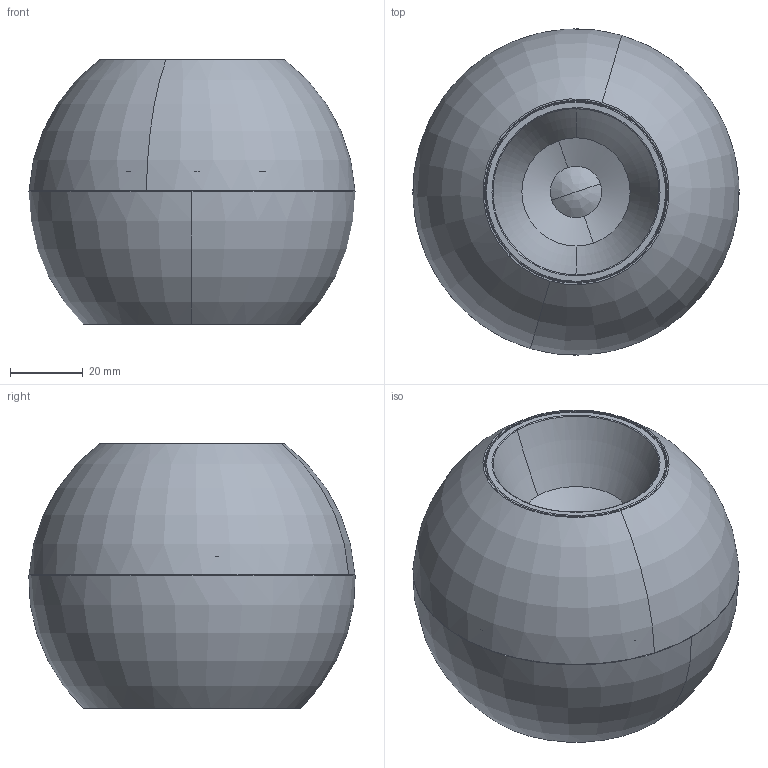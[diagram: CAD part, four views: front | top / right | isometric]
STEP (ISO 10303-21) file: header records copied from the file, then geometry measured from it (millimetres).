
FILE_DESCRIPTION (( 'STEP AP214' ), '1' );
FILE_NAME ('F5-1201 23.6.24.STEP', '2025-12-17T08:55:34', ( '微软用户' ), ( '微软中国' ), 'SwSTEP 2.0', 'SolidWorks 2022', '' );
FILE_SCHEMA (( 'AUTOMOTIVE_DESIGN' ));
Length unit declared in the file: millimetre
Products named in the file (14): F5-1201-______-0.STEP; F5-1201 23.6.24; M3X3______________.STEP; F5-1201-______.STEP; M3________.STEP; M3X5______________.STEP; F5-1201-________ ____.STEP; __1.0X150______.STEP; 35-24D-____.STEP; M2.5X6____________.STEP; ____ CXA1507.STEP; F5-1201 23.6.24.STEP; 50________.STEP; ____.STEP
Assembly tree (19 placements, depth 3):
  F5-1201 23.6.24
    F5-1201 23.6.24.STEP
      F5-1201-________ ____.STEP
      ____.STEP
      50________.STEP
      F5-1201-______.STEP
      M2.5X6____________.STEP  x2
      F5-1201-______-0.STEP
      __1.0X150______.STEP  x3
      M3X3______________.STEP
      M3________.STEP  x3
      M3X5______________.STEP  x2
      35-24D-____.STEP
      ____ CXA1507.STEP
Bounding box: 90 x 90 x 72.85 mm (x, y, z)
Volume: 134391.4 mm3; surface area: 93600.5 mm2
Topology: 20 solids, 20 shells, 1660 faces, 4369 edges, 2750 vertices
Faces by surface type: plane 499, bspline 371, cylinder 360, torus 170, cone 148, sphere 112
Entity records: 78053 total; most frequent: CARTESIAN_POINT 43652, ORIENTED_EDGE 7976, DIRECTION 6038, EDGE_CURVE 3988, AXIS2_PLACEMENT_3D 2515, VERTEX_POINT 2514, EDGE_LOOP 1592, ADVANCED_FACE 1519
